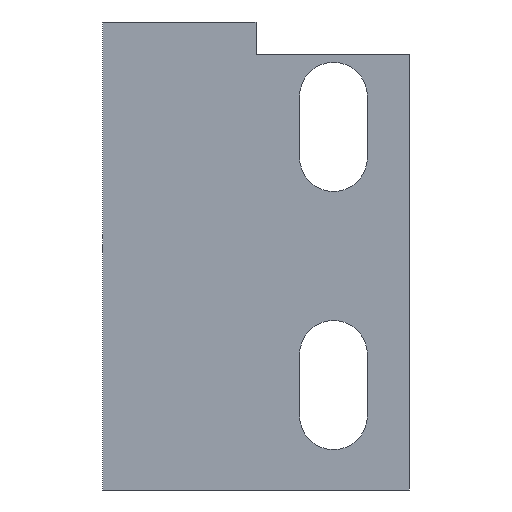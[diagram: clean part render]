
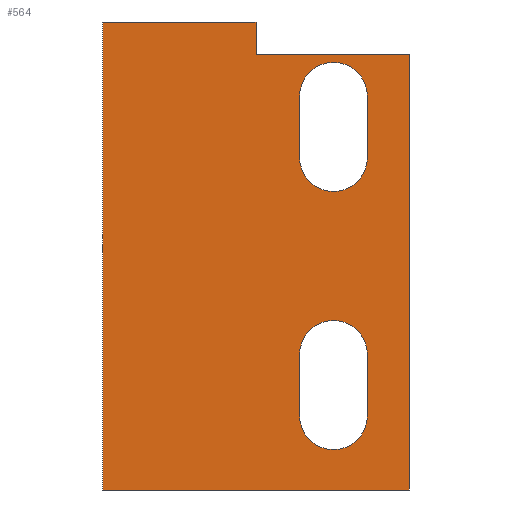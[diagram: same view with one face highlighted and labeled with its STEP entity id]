
A CAD part, front view. The second image highlights one B-rep face of the part: STEP entity #564.
In plain terms, the highlighted planar face has unit normal (0, -1, 0).
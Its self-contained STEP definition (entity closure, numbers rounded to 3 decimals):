
#23 = DIRECTION ( 'NONE',  ( 0., -1., 0. ) ) ;
#30 = CARTESIAN_POINT ( 'NONE',  ( 14.3, 0., -4.6 ) ) ;
#32 = CARTESIAN_POINT ( 'NONE',  ( 19., 0., -2. ) ) ;
#33 = VERTEX_POINT ( 'NONE', #181 ) ;
#36 = CARTESIAN_POINT ( 'NONE',  ( 14.3, 0., -24.4 ) ) ;
#41 = FACE_BOUND ( 'NONE', #584, .T. ) ;
#43 = ORIENTED_EDGE ( 'NONE', *, *, #511, .F. ) ;
#48 = CARTESIAN_POINT ( 'NONE',  ( 0., 0., 0. ) ) ;
#53 = CARTESIAN_POINT ( 'NONE',  ( 12.2, 0., -8.4 ) ) ;
#78 = CARTESIAN_POINT ( 'NONE',  ( 0., 0., 0. ) ) ;
#81 = VECTOR ( 'NONE', #533, 1000. ) ;
#82 = AXIS2_PLACEMENT_3D ( 'NONE', #36, #23, #323 ) ;
#83 = CARTESIAN_POINT ( 'NONE',  ( 12.2, 0., -24.4 ) ) ;
#90 = LINE ( 'NONE', #509, #592 ) ;
#99 = VERTEX_POINT ( 'NONE', #709 ) ;
#103 = ORIENTED_EDGE ( 'NONE', *, *, #745, .T. ) ;
#110 = VERTEX_POINT ( 'NONE', #722 ) ;
#120 = CARTESIAN_POINT ( 'NONE',  ( 16.4, 0., -20.6 ) ) ;
#122 = CIRCLE ( 'NONE', #188, 2.1 ) ;
#127 = CARTESIAN_POINT ( 'NONE',  ( 16.4, 0., -8.4 ) ) ;
#129 = DIRECTION ( 'NONE',  ( 0., 0., 1. ) ) ;
#134 = VECTOR ( 'NONE', #312, 1000. ) ;
#137 = VERTEX_POINT ( 'NONE', #120 ) ;
#140 = EDGE_CURVE ( 'NONE', #99, #458, #410, .T. ) ;
#150 = DIRECTION ( 'NONE',  ( 0., 0., 1. ) ) ;
#156 = CIRCLE ( 'NONE', #377, 2.1 ) ;
#160 = DIRECTION ( 'NONE',  ( 0., 0., 1. ) ) ;
#164 = CARTESIAN_POINT ( 'NONE',  ( 9.5, 0., 0. ) ) ;
#165 = PLANE ( 'NONE',  #322 ) ;
#181 = CARTESIAN_POINT ( 'NONE',  ( 0., 0., -29. ) ) ;
#188 = AXIS2_PLACEMENT_3D ( 'NONE', #397, #216, #453 ) ;
#191 = ORIENTED_EDGE ( 'NONE', *, *, #140, .T. ) ;
#194 = VECTOR ( 'NONE', #129, 1000. ) ;
#195 = VECTOR ( 'NONE', #497, 1000. ) ;
#200 = ORIENTED_EDGE ( 'NONE', *, *, #244, .F. ) ;
#205 = CARTESIAN_POINT ( 'NONE',  ( 9.5, 0., -2. ) ) ;
#211 = LINE ( 'NONE', #680, #134 ) ;
#216 = DIRECTION ( 'NONE',  ( 0., -1., 0. ) ) ;
#220 = EDGE_LOOP ( 'NONE', ( #381, #271, #292, #422, #619 ) ) ;
#224 = ORIENTED_EDGE ( 'NONE', *, *, #595, .F. ) ;
#225 = VECTOR ( 'NONE', #335, 1000. ) ;
#244 = EDGE_CURVE ( 'NONE', #246, #110, #418, .T. ) ;
#246 = VERTEX_POINT ( 'NONE', #366 ) ;
#247 = CARTESIAN_POINT ( 'NONE',  ( 12.2, 0., -20.6 ) ) ;
#251 = CARTESIAN_POINT ( 'NONE',  ( 14.3, 0., -20.6 ) ) ;
#255 = LINE ( 'NONE', #505, #195 ) ;
#261 = CARTESIAN_POINT ( 'NONE',  ( 19., 0., -2. ) ) ;
#271 = ORIENTED_EDGE ( 'NONE', *, *, #440, .F. ) ;
#272 = FACE_OUTER_BOUND ( 'NONE', #561, .T. ) ;
#282 = CARTESIAN_POINT ( 'NONE',  ( 14.3, 0., -24.4 ) ) ;
#284 = EDGE_CURVE ( 'NONE', #718, #699, #655, .T. ) ;
#292 = ORIENTED_EDGE ( 'NONE', *, *, #673, .F. ) ;
#294 = CARTESIAN_POINT ( 'NONE',  ( 16.4, 0., -24.4 ) ) ;
#296 = VERTEX_POINT ( 'NONE', #606 ) ;
#301 = EDGE_CURVE ( 'NONE', #137, #718, #452, .T. ) ;
#312 = DIRECTION ( 'NONE',  ( 0., 0., -1. ) ) ;
#316 = CARTESIAN_POINT ( 'NONE',  ( 12.2, 0., -20.6 ) ) ;
#320 = ORIENTED_EDGE ( 'NONE', *, *, #396, .T. ) ;
#322 = AXIS2_PLACEMENT_3D ( 'NONE', #48, #523, #401 ) ;
#323 = DIRECTION ( 'NONE',  ( 0., 0., 1. ) ) ;
#324 = VERTEX_POINT ( 'NONE', #294 ) ;
#332 = FACE_BOUND ( 'NONE', #220, .T. ) ;
#335 = DIRECTION ( 'NONE',  ( 1., 0., 0. ) ) ;
#349 = DIRECTION ( 'NONE',  ( 0., 0., 1. ) ) ;
#351 = VERTEX_POINT ( 'NONE', #748 ) ;
#353 = DIRECTION ( 'NONE',  ( 0., 0., 1. ) ) ;
#355 = CARTESIAN_POINT ( 'NONE',  ( 19., 0., -29. ) ) ;
#356 = VECTOR ( 'NONE', #459, 1000. ) ;
#357 = VERTEX_POINT ( 'NONE', #78 ) ;
#363 = DIRECTION ( 'NONE',  ( 0., 0., 1. ) ) ;
#366 = CARTESIAN_POINT ( 'NONE',  ( 16.4, 0., -8.4 ) ) ;
#377 = AXIS2_PLACEMENT_3D ( 'NONE', #282, #529, #349 ) ;
#381 = ORIENTED_EDGE ( 'NONE', *, *, #301, .F. ) ;
#396 = EDGE_CURVE ( 'NONE', #458, #451, #731, .T. ) ;
#397 = CARTESIAN_POINT ( 'NONE',  ( 14.3, 0., -8.4 ) ) ;
#401 = DIRECTION ( 'NONE',  ( 0., 0., 1. ) ) ;
#408 = CARTESIAN_POINT ( 'NONE',  ( 12.2, 0., -4.6 ) ) ;
#410 = LINE ( 'NONE', #355, #194 ) ;
#418 = LINE ( 'NONE', #127, #542 ) ;
#422 = ORIENTED_EDGE ( 'NONE', *, *, #715, .F. ) ;
#433 = ORIENTED_EDGE ( 'NONE', *, *, #532, .T. ) ;
#435 = DIRECTION ( 'NONE',  ( 0., -1., 0. ) ) ;
#440 = EDGE_CURVE ( 'NONE', #324, #137, #255, .T. ) ;
#443 = DIRECTION ( 'NONE',  ( 0., 0., 1. ) ) ;
#451 = VERTEX_POINT ( 'NONE', #205 ) ;
#452 = CIRCLE ( 'NONE', #479, 2.1 ) ;
#453 = DIRECTION ( 'NONE',  ( 0., 0., 1. ) ) ;
#458 = VERTEX_POINT ( 'NONE', #261 ) ;
#459 = DIRECTION ( 'NONE',  ( 0., 0., -1. ) ) ;
#474 = EDGE_CURVE ( 'NONE', #451, #487, #90, .T. ) ;
#479 = AXIS2_PLACEMENT_3D ( 'NONE', #251, #491, #363 ) ;
#483 = ORIENTED_EDGE ( 'NONE', *, *, #474, .T. ) ;
#487 = VERTEX_POINT ( 'NONE', #164 ) ;
#491 = DIRECTION ( 'NONE',  ( 0., -1., 0. ) ) ;
#497 = DIRECTION ( 'NONE',  ( 0., 0., 1. ) ) ;
#500 = AXIS2_PLACEMENT_3D ( 'NONE', #763, #577, #160 ) ;
#505 = CARTESIAN_POINT ( 'NONE',  ( 16.4, 0., -24.4 ) ) ;
#506 = EDGE_CURVE ( 'NONE', #583, #351, #122, .T. ) ;
#509 = CARTESIAN_POINT ( 'NONE',  ( 9.5, 0., -29. ) ) ;
#511 = EDGE_CURVE ( 'NONE', #587, #583, #522, .T. ) ;
#513 = ORIENTED_EDGE ( 'NONE', *, *, #691, .T. ) ;
#514 = LINE ( 'NONE', #630, #225 ) ;
#519 = CIRCLE ( 'NONE', #712, 2.1 ) ;
#522 = LINE ( 'NONE', #688, #356 ) ;
#523 = DIRECTION ( 'NONE',  ( 0., -1., 0. ) ) ;
#529 = DIRECTION ( 'NONE',  ( 0., -1., 0. ) ) ;
#532 = EDGE_CURVE ( 'NONE', #33, #99, #514, .T. ) ;
#533 = DIRECTION ( 'NONE',  ( 0., 0., -1. ) ) ;
#542 = VECTOR ( 'NONE', #353, 1000. ) ;
#561 = EDGE_LOOP ( 'NONE', ( #513, #103, #433, #191, #320, #483 ) ) ;
#563 = DIRECTION ( 'NONE',  ( -1., 0., 0. ) ) ;
#564 = ADVANCED_FACE ( 'NONE', ( #332, #41, #272 ), #165, .T. ) ;
#577 = DIRECTION ( 'NONE',  ( 0., -1., 0. ) ) ;
#582 = DIRECTION ( 'NONE',  ( -1., 0., 0. ) ) ;
#583 = VERTEX_POINT ( 'NONE', #53 ) ;
#584 = EDGE_LOOP ( 'NONE', ( #200, #224, #617, #43, #645 ) ) ;
#587 = VERTEX_POINT ( 'NONE', #408 ) ;
#591 = VECTOR ( 'NONE', #582, 1000. ) ;
#592 = VECTOR ( 'NONE', #150, 1000. ) ;
#595 = EDGE_CURVE ( 'NONE', #351, #246, #620, .T. ) ;
#606 = CARTESIAN_POINT ( 'NONE',  ( 14.3, 0., -26.5 ) ) ;
#617 = ORIENTED_EDGE ( 'NONE', *, *, #506, .F. ) ;
#619 = ORIENTED_EDGE ( 'NONE', *, *, #284, .F. ) ;
#620 = CIRCLE ( 'NONE', #500, 2.1 ) ;
#630 = CARTESIAN_POINT ( 'NONE',  ( 0., 0., -29. ) ) ;
#645 = ORIENTED_EDGE ( 'NONE', *, *, #727, .F. ) ;
#655 = LINE ( 'NONE', #247, #81 ) ;
#673 = EDGE_CURVE ( 'NONE', #296, #324, #156, .T. ) ;
#680 = CARTESIAN_POINT ( 'NONE',  ( 0., 0., 0. ) ) ;
#687 = CIRCLE ( 'NONE', #82, 2.1 ) ;
#688 = CARTESIAN_POINT ( 'NONE',  ( 12.2, 0., -4.6 ) ) ;
#690 = CARTESIAN_POINT ( 'NONE',  ( 9.5, 0., 0. ) ) ;
#691 = EDGE_CURVE ( 'NONE', #487, #357, #698, .T. ) ;
#698 = LINE ( 'NONE', #690, #591 ) ;
#699 = VERTEX_POINT ( 'NONE', #83 ) ;
#701 = VECTOR ( 'NONE', #563, 1000. ) ;
#709 = CARTESIAN_POINT ( 'NONE',  ( 19., 0., -29. ) ) ;
#712 = AXIS2_PLACEMENT_3D ( 'NONE', #30, #435, #443 ) ;
#715 = EDGE_CURVE ( 'NONE', #699, #296, #687, .T. ) ;
#718 = VERTEX_POINT ( 'NONE', #316 ) ;
#722 = CARTESIAN_POINT ( 'NONE',  ( 16.4, 0., -4.6 ) ) ;
#727 = EDGE_CURVE ( 'NONE', #110, #587, #519, .T. ) ;
#731 = LINE ( 'NONE', #32, #701 ) ;
#745 = EDGE_CURVE ( 'NONE', #357, #33, #211, .T. ) ;
#748 = CARTESIAN_POINT ( 'NONE',  ( 14.3, 0., -10.5 ) ) ;
#763 = CARTESIAN_POINT ( 'NONE',  ( 14.3, 0., -8.4 ) ) ;
